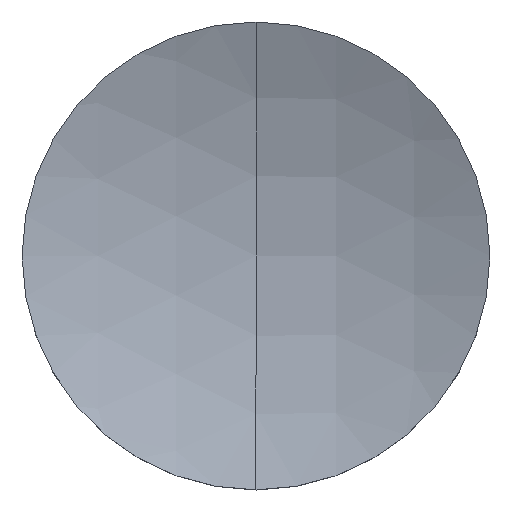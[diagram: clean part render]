
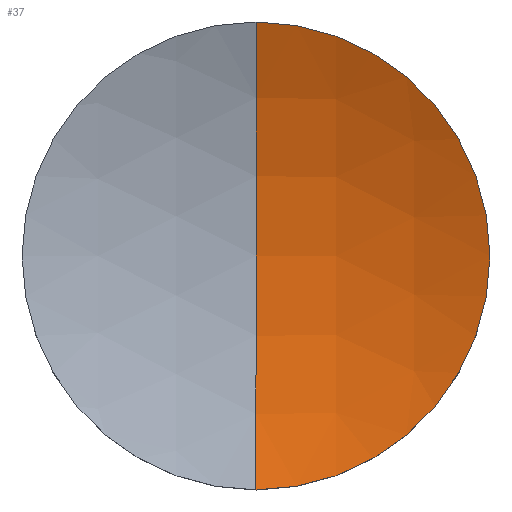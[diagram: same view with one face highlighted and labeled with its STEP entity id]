
A CAD part, top view. The second image highlights one B-rep face of the part: STEP entity #37.
In plain terms, the highlighted spherical face has radius 33.564 mm.
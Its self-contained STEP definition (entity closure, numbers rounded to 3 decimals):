
#13 = EDGE_CURVE ( 'NONE', #16, #15, #105, .T. ) ;
#15 = VERTEX_POINT ( 'NONE', #100 ) ;
#16 = VERTEX_POINT ( 'NONE', #99 ) ;
#37 = ADVANCED_FACE ( 'NONE', ( #129 ), #73, .F. ) ;
#50 = ORIENTED_EDGE ( 'NONE', *, *, #13, .T. ) ;
#69 = DIRECTION ( 'NONE',  ( 0., 1., 0. ) ) ;
#70 = DIRECTION ( 'NONE',  ( -1., 0., 0. ) ) ;
#71 = CARTESIAN_POINT ( 'NONE',  ( 0., 0., 35.564 ) ) ;
#72 = AXIS2_PLACEMENT_3D ( 'NONE', #71, #70, #69 ) ;
#73 = SPHERICAL_SURFACE ( 'NONE', #72, 33.564 ) ;
#76 = DIRECTION ( 'NONE',  ( 0., -1., 0. ) ) ;
#77 = DIRECTION ( 'NONE',  ( -1., 0., 0. ) ) ;
#78 = CARTESIAN_POINT ( 'NONE',  ( 0., 0., 35.564 ) ) ;
#79 = AXIS2_PLACEMENT_3D ( 'NONE', #78, #77, #76 ) ;
#80 = CIRCLE ( 'NONE', #79, 33.564 ) ;
#81 = CARTESIAN_POINT ( 'NONE',  ( 0., 0., 2. ) ) ;
#82 = DIRECTION ( 'NONE',  ( 0., 0., -1. ) ) ;
#83 = DIRECTION ( 'NONE',  ( 1., 0., 0. ) ) ;
#84 = AXIS2_PLACEMENT_3D ( 'NONE', #90, #83, #82 ) ;
#85 = CIRCLE ( 'NONE', #84, 33.564 ) ;
#90 = CARTESIAN_POINT ( 'NONE',  ( 0., 0., 35.564 ) ) ;
#99 = CARTESIAN_POINT ( 'NONE',  ( 0., -12.7, 4.495 ) ) ;
#100 = CARTESIAN_POINT ( 'NONE',  ( 0., 12.7, 4.495 ) ) ;
#101 = DIRECTION ( 'NONE',  ( 0., -1., 0. ) ) ;
#102 = DIRECTION ( 'NONE',  ( 0., 0., 1. ) ) ;
#103 = CARTESIAN_POINT ( 'NONE',  ( 0., 0., 4.495 ) ) ;
#104 = AXIS2_PLACEMENT_3D ( 'NONE', #103, #102, #101 ) ;
#105 = CIRCLE ( 'NONE', #104, 12.7 ) ;
#118 = EDGE_LOOP ( 'NONE', ( #119, #122, #50 ) ) ;
#119 = ORIENTED_EDGE ( 'NONE', *, *, #120, .F. ) ;
#120 = EDGE_CURVE ( 'NONE', #121, #15, #85, .T. ) ;
#121 = VERTEX_POINT ( 'NONE', #81 ) ;
#122 = ORIENTED_EDGE ( 'NONE', *, *, #123, .T. ) ;
#123 = EDGE_CURVE ( 'NONE', #121, #16, #80, .T. ) ;
#129 = FACE_OUTER_BOUND ( 'NONE', #118, .T. ) ;
